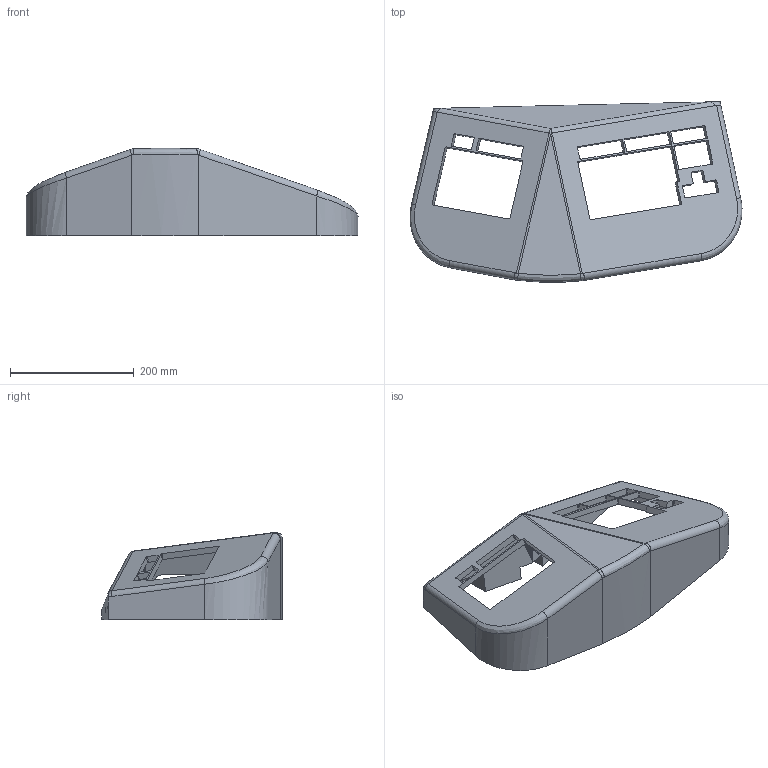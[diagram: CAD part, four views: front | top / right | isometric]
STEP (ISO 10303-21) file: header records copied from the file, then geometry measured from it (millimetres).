
FILE_DESCRIPTION(('FreeCAD Model'),'2;1');
FILE_NAME('tmpYdkdmt','2018-10-28T19:09:23',('FreeCAD'),('FreeCAD') ,'Open CASCADE STEP processor 7.3','FreeCAD','Unknown');
FILE_SCHEMA(('AUTOMOTIVE_DESIGN { 1 0 10303 214 1 1 1 1 }'));
Length unit declared in the file: millimetre
Products named in the file (1): Open CASCADE STEP translator 7.3 1
Bounding box: 537.13 x 292.43 x 141.13 mm (x, y, z)
Volume: 5771050.6 mm3; surface area: 427037.1 mm2
Topology: 1 solids, 1 shells, 601 faces, 1733 edges, 1150 vertices
Faces by surface type: plane 549, cylinder 41, bspline 8, extrusion 3
Full cylindrical faces by diameter (mm): 2.5 x3, 3.4 x2, 4.2 x12, 19.5 x1
Entity records: 45112 total; most frequent: CARTESIAN_POINT 11868, DIRECTION 5610, VECTOR 4225, LINE 4222, ORIENTED_EDGE 3466, PCURVE 3466, DEFINITIONAL_REPRESENTATION 3466, EDGE_CURVE 1733
